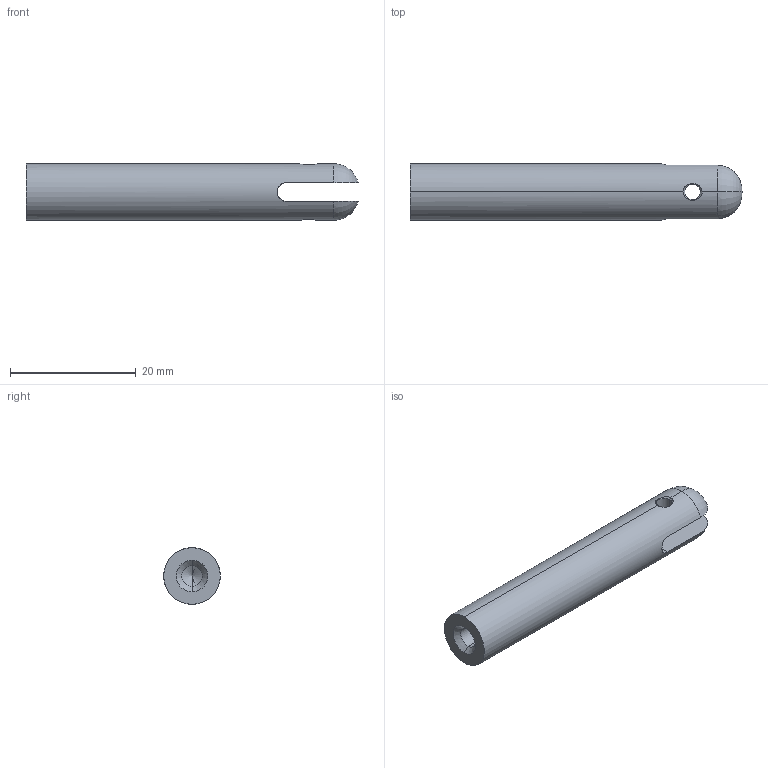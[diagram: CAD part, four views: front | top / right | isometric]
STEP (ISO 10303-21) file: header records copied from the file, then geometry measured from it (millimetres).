
FILE_DESCRIPTION (( 'STEP AP203' ), '1' );
FILE_NAME ('axe piston aluminium v3.STEP', '2018-10-10T09:53:58', ( '' ), ( '' ), 'SwSTEP 2.0', 'SolidWorks 2016', '' );
FILE_SCHEMA (( 'CONFIG_CONTROL_DESIGN' ));
Length unit declared in the file: millimetre
Products named in the file (1): axe piston aluminium v3
Bounding box: 52.87 x 9 x 9 mm (x, y, z)
Volume: 2806.2 mm3; surface area: 1885.4 mm2
Topology: 1 solids, 1 shells, 22 faces, 54 edges, 31 vertices
Faces by surface type: cylinder 9, cone 6, torus 4, plane 3
Entity records: 891 total; most frequent: CARTESIAN_POINT 304, DIRECTION 108, ORIENTED_EDGE 104, EDGE_CURVE 52, AXIS2_PLACEMENT_3D 43, VERTEX_POINT 31, EDGE_LOOP 25, FACE_OUTER_BOUND 22
